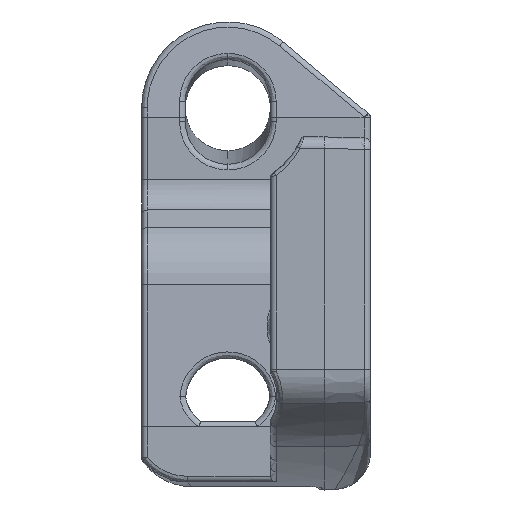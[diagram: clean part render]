
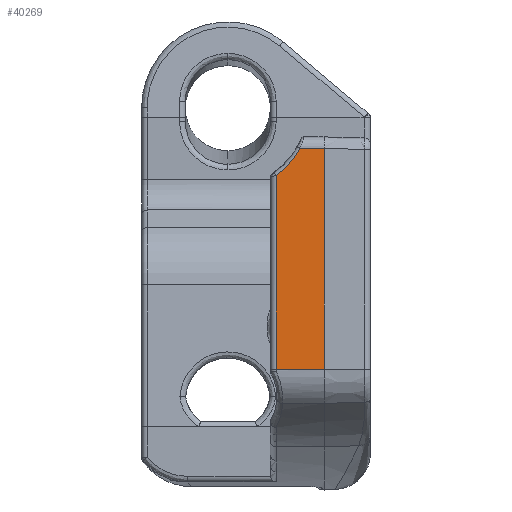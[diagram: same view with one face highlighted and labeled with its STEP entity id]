
A CAD part, left-side view. The second image highlights one B-rep face of the part: STEP entity #40269.
In plain terms, the highlighted planar face has unit normal (-1, 0, 0).
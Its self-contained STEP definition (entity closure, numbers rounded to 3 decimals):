
#14344=CARTESIAN_POINT('',(-41.85,-6.292,9.2));
#14490=CARTESIAN_POINT('',(-41.85,0.,12.7));
#14491=DIRECTION('',(-1.,0.,0.));
#14492=DIRECTION('',(0.,-0.583,-0.812));
#14493=AXIS2_PLACEMENT_3D('',#14490,#14491,#14492);
#14498=DIRECTION('',(0.,1.,0.));
#14499=VECTOR('',#14498,2.108);
#14500=CARTESIAN_POINT('',(-41.85,-8.4,9.2));
#14501=LINE('',#14500,#14499);
#14505=DIRECTION('',(0.,0.,-1.));
#14506=VECTOR('',#14505,16.852);
#14507=CARTESIAN_POINT('',(-41.85,-4.2,6.852));
#14508=LINE('',#14507,#14506);
#14518=CARTESIAN_POINT('',(-41.85,-8.4,9.2));
#14537=DIRECTION('',(0.,0.,1.));
#14538=VECTOR('',#14537,19.2);
#14539=CARTESIAN_POINT('',(-41.85,-8.4,-10.));
#14540=LINE('',#14539,#14538);
#18764=DIRECTION('',(0.,1.,0.));
#18765=VECTOR('',#18764,4.2);
#18766=CARTESIAN_POINT('',(-41.85,-8.4,-10.));
#18767=LINE('',#18766,#18765);
#23784=VERTEX_POINT('',#14518);
#23790=CARTESIAN_POINT('',(-41.85,-8.4,-10.));
#23792=VERTEX_POINT('',#23790);
#24019=CARTESIAN_POINT('',(-41.85,-4.2,-10.));
#24020=VERTEX_POINT('',#24019);
#24398=VERTEX_POINT('',#14344);
#24460=CARTESIAN_POINT('',(-41.85,-4.2,6.852));
#24461=VERTEX_POINT('',#24460);
#40255=CARTESIAN_POINT('',(-41.85,-8.4,9.2));
#40256=DIRECTION('',(1.,0.,0.));
#40257=DIRECTION('',(0.,0.,-1.));
#40258=AXIS2_PLACEMENT_3D('',#40255,#40256,#40257);
#40259=PLANE('',#40258);
#40260=ORIENTED_EDGE('',*,*,#40247,.T.);
#40261=ORIENTED_EDGE('',*,*,#40123,.F.);
#40263=ORIENTED_EDGE('',*,*,#40262,.F.);
#40265=ORIENTED_EDGE('',*,*,#40264,.T.);
#40266=ORIENTED_EDGE('',*,*,#39861,.F.);
#40267=EDGE_LOOP('',(#40260,#40261,#40263,#40265,#40266));
#40268=FACE_OUTER_BOUND('',#40267,.F.);
#14494=CIRCLE('',#14493,7.2);
#39861=EDGE_CURVE('',#24461,#24020,#14508,.T.);
#40123=EDGE_CURVE('',#23784,#24398,#14501,.T.);
#40247=EDGE_CURVE('',#24461,#24398,#14494,.T.);
#40262=EDGE_CURVE('',#23792,#23784,#14540,.T.);
#40264=EDGE_CURVE('',#23792,#24020,#18767,.T.);
#40269=ADVANCED_FACE('',(#40268),#40259,.F.);
